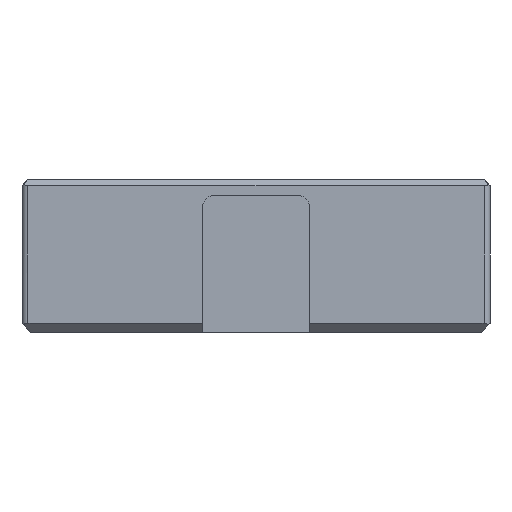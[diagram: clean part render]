
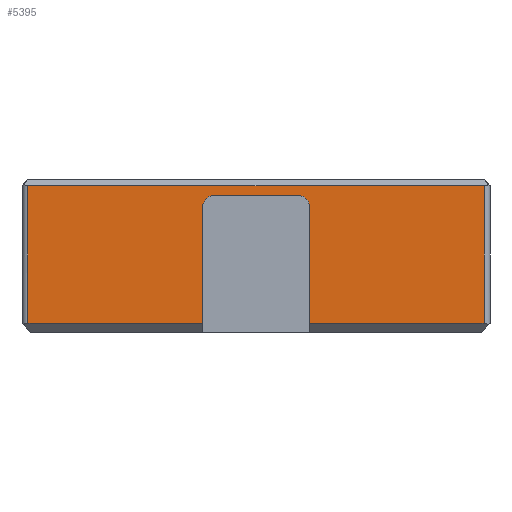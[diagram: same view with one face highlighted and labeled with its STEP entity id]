
A CAD part, front view. The second image highlights one B-rep face of the part: STEP entity #5395.
In plain terms, the highlighted planar face has unit normal (0, -1, 0).
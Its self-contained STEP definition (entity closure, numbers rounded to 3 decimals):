
#15=CIRCLE('',#5590,1.);
#16=CIRCLE('',#5591,1.);
#686=FACE_OUTER_BOUND('',#993,.T.);
#993=EDGE_LOOP('',(#4856,#4857,#4858,#4859,#4860,#4861,#4862,#4863,#4864,
#4865));
#1504=LINE('',#10053,#2035);
#1505=LINE('',#10057,#2036);
#1508=LINE('',#10063,#2039);
#1509=LINE('',#10065,#2040);
#1510=LINE('',#10067,#2041);
#1511=LINE('',#10069,#2042);
#1512=LINE('',#10073,#2043);
#1513=LINE('',#10076,#2044);
#2035=VECTOR('',#6427,10.);
#2036=VECTOR('',#6432,10.);
#2039=VECTOR('',#6437,10.);
#2040=VECTOR('',#6438,10.);
#2041=VECTOR('',#6439,10.);
#2042=VECTOR('',#6440,10.);
#2043=VECTOR('',#6443,10.);
#2044=VECTOR('',#6446,10.);
#2571=VERTEX_POINT('',#10050);
#2572=VERTEX_POINT('',#10052);
#2573=VERTEX_POINT('',#10056);
#2575=VERTEX_POINT('',#10062);
#2576=VERTEX_POINT('',#10064);
#2577=VERTEX_POINT('',#10066);
#2578=VERTEX_POINT('',#10068);
#2579=VERTEX_POINT('',#10070);
#2580=VERTEX_POINT('',#10072);
#2581=VERTEX_POINT('',#10074);
#3342=EDGE_CURVE('',#2571,#2572,#1504,.T.);
#3344=EDGE_CURVE('',#2572,#2573,#1505,.T.);
#3347=EDGE_CURVE('',#2575,#2571,#1508,.T.);
#3348=EDGE_CURVE('',#2576,#2575,#1509,.T.);
#3349=EDGE_CURVE('',#2577,#2576,#1510,.T.);
#3350=EDGE_CURVE('',#2577,#2578,#1511,.T.);
#3351=EDGE_CURVE('',#2578,#2579,#15,.T.);
#3352=EDGE_CURVE('',#2579,#2580,#1512,.T.);
#3353=EDGE_CURVE('',#2580,#2581,#16,.T.);
#3354=EDGE_CURVE('',#2581,#2573,#1513,.T.);
#4856=ORIENTED_EDGE('',*,*,#3342,.F.);
#4857=ORIENTED_EDGE('',*,*,#3347,.F.);
#4858=ORIENTED_EDGE('',*,*,#3348,.F.);
#4859=ORIENTED_EDGE('',*,*,#3349,.F.);
#4860=ORIENTED_EDGE('',*,*,#3350,.T.);
#4861=ORIENTED_EDGE('',*,*,#3351,.T.);
#4862=ORIENTED_EDGE('',*,*,#3352,.T.);
#4863=ORIENTED_EDGE('',*,*,#3353,.T.);
#4864=ORIENTED_EDGE('',*,*,#3354,.T.);
#4865=ORIENTED_EDGE('',*,*,#3344,.F.);
#5112=PLANE('',#5589);
#5395=ADVANCED_FACE('',(#686),#5112,.T.);
#5589=AXIS2_PLACEMENT_3D('',#10061,#6435,#6436);
#5590=AXIS2_PLACEMENT_3D('',#10071,#6441,#6442);
#5591=AXIS2_PLACEMENT_3D('',#10075,#6444,#6445);
#6427=DIRECTION('',(0.,0.,-1.));
#6432=DIRECTION('',(-1.,0.,0.));
#6435=DIRECTION('center_axis',(0.,-1.,0.));
#6436=DIRECTION('ref_axis',(-1.,0.,0.));
#6437=DIRECTION('',(1.,0.,0.));
#6438=DIRECTION('',(0.,0.,1.));
#6439=DIRECTION('',(-1.,0.,0.));
#6440=DIRECTION('',(0.,0.,1.));
#6441=DIRECTION('center_axis',(0.,1.,0.));
#6442=DIRECTION('ref_axis',(0.,0.,1.));
#6443=DIRECTION('',(1.,0.,0.));
#6444=DIRECTION('center_axis',(0.,1.,0.));
#6445=DIRECTION('ref_axis',(1.,0.,0.));
#6446=DIRECTION('',(0.,0.,-1.));
#10050=CARTESIAN_POINT('',(35.52,-24.16,10.645));
#10052=CARTESIAN_POINT('',(35.52,-24.16,-0.805));
#10053=CARTESIAN_POINT('',(35.52,-24.16,10.145));
#10056=CARTESIAN_POINT('',(20.987,-24.16,-0.805));
#10057=CARTESIAN_POINT('',(26.265,-24.16,-0.805));
#10061=CARTESIAN_POINT('Origin',(36.02,-24.16,10.145));
#10062=CARTESIAN_POINT('',(-2.5,-24.16,10.645));
#10063=CARTESIAN_POINT('',(26.265,-24.16,10.645));
#10064=CARTESIAN_POINT('',(-2.5,-24.16,-0.805));
#10065=CARTESIAN_POINT('',(-2.5,-24.16,10.145));
#10066=CARTESIAN_POINT('',(12.047,-24.16,-0.805));
#10067=CARTESIAN_POINT('',(26.265,-24.16,-0.805));
#10068=CARTESIAN_POINT('',(12.047,-24.16,8.855));
#10069=CARTESIAN_POINT('',(12.047,-24.16,4.279));
#10070=CARTESIAN_POINT('',(13.047,-24.16,9.855));
#10071=CARTESIAN_POINT('Origin',(13.047,-24.16,8.855));
#10072=CARTESIAN_POINT('',(19.987,-24.16,9.855));
#10073=CARTESIAN_POINT('',(24.534,-24.16,9.855));
#10074=CARTESIAN_POINT('',(20.987,-24.16,8.855));
#10075=CARTESIAN_POINT('Origin',(19.987,-24.16,8.855));
#10076=CARTESIAN_POINT('',(20.987,-24.16,9.5));
